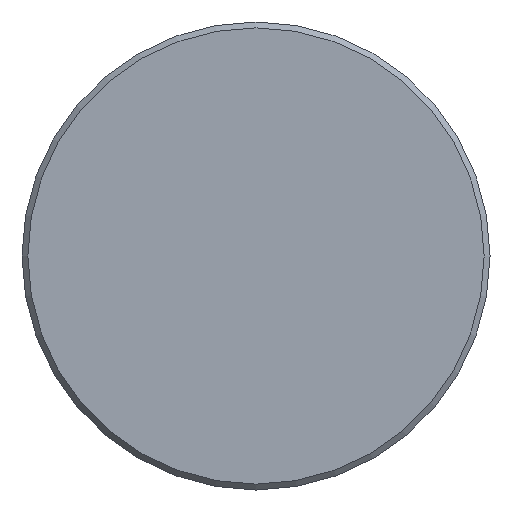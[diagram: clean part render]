
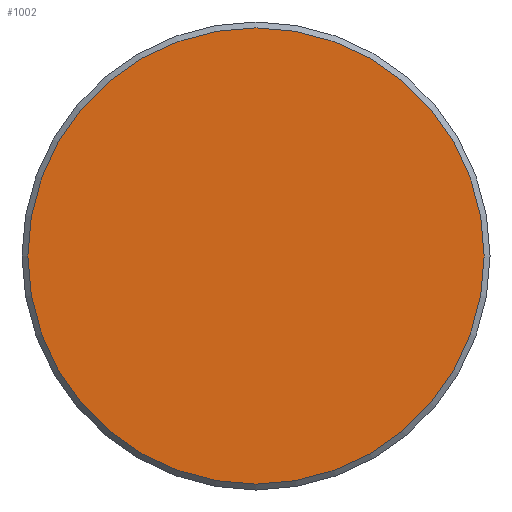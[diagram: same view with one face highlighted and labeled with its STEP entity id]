
A CAD part, left-side view. The second image highlights one B-rep face of the part: STEP entity #1002.
In plain terms, the highlighted planar face has unit normal (-1, 0, 0).
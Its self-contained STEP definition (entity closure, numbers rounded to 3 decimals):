
#272=CIRCLE('',#1136,9.75);
#360=VERTEX_POINT('',#1577);
#494=EDGE_CURVE('',#360,#360,#272,.T.);
#706=ORIENTED_EDGE('',*,*,#494,.F.);
#814=EDGE_LOOP('',(#706));
#924=FACE_BOUND('',#814,.T.);
#1002=ADVANCED_FACE('',(#924),#1249,.T.);
#1136=AXIS2_PLACEMENT_3D('',#1576,#1801,#1802);
#1140=AXIS2_PLACEMENT_3D('',#1583,#1809,$);
#1249=PLANE('',#1140);
#1576=CARTESIAN_POINT('',(340.923,188.061,0.));
#1577=CARTESIAN_POINT('',(340.923,197.811,0.));
#1583=CARTESIAN_POINT('',(340.923,193.061,0.));
#1801=DIRECTION('',(1.,0.,0.));
#1802=DIRECTION('',(0.,-9.75,0.));
#1809=DIRECTION('',(-1.,0.,0.));
